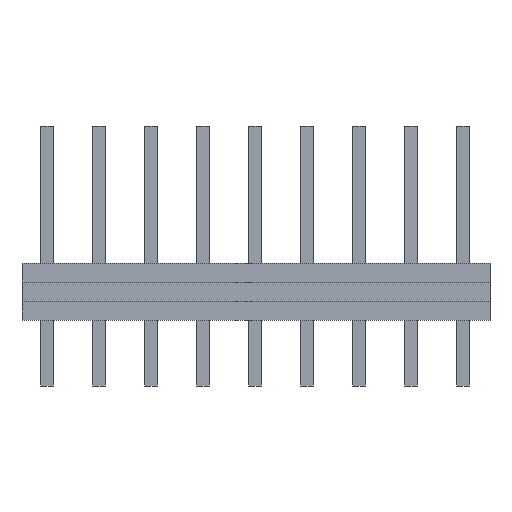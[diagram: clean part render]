
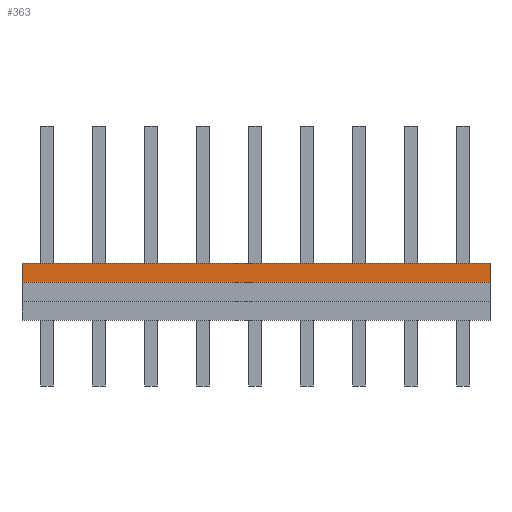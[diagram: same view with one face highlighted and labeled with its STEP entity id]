
A CAD part, front view. The second image highlights one B-rep face of the part: STEP entity #363.
In plain terms, the highlighted planar face has unit normal (0, -1, 0).
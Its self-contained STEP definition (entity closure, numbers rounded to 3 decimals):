
#21 = EDGE_CURVE('',#22,#24,#26,.T.);
#22 = VERTEX_POINT('',#23);
#23 = CARTESIAN_POINT('',(21.66,-1.25,2.8));
#24 = VERTEX_POINT('',#25);
#25 = CARTESIAN_POINT('',(-1.2,-1.25,2.8));
#26 = LINE('',#27,#28);
#27 = CARTESIAN_POINT('',(21.66,-1.25,2.8));
#28 = VECTOR('',#29,1.);
#29 = DIRECTION('',(-1.,0.,0.));
#363 = ADVANCED_FACE('',(#364),#389,.T.);
#364 = FACE_BOUND('',#365,.T.);
#365 = EDGE_LOOP('',(#366,#376,#382,#383));
#366 = ORIENTED_EDGE('',*,*,#367,.T.);
#367 = EDGE_CURVE('',#368,#370,#372,.T.);
#368 = VERTEX_POINT('',#369);
#369 = CARTESIAN_POINT('',(-1.2,-1.25,1.877));
#370 = VERTEX_POINT('',#371);
#371 = CARTESIAN_POINT('',(21.66,-1.25,1.877));
#372 = LINE('',#373,#374);
#373 = CARTESIAN_POINT('',(10.23,-1.25,1.877));
#374 = VECTOR('',#375,1.);
#375 = DIRECTION('',(1.,0.,0.));
#376 = ORIENTED_EDGE('',*,*,#377,.T.);
#377 = EDGE_CURVE('',#370,#22,#378,.T.);
#378 = LINE('',#379,#380);
#379 = CARTESIAN_POINT('',(21.66,-1.25,1.8));
#380 = VECTOR('',#381,1.);
#381 = DIRECTION('',(0.,0.,1.));
#382 = ORIENTED_EDGE('',*,*,#21,.T.);
#383 = ORIENTED_EDGE('',*,*,#384,.F.);
#384 = EDGE_CURVE('',#368,#24,#385,.T.);
#385 = LINE('',#386,#387);
#386 = CARTESIAN_POINT('',(-1.2,-1.25,1.8));
#387 = VECTOR('',#388,1.);
#388 = DIRECTION('',(0.,0.,1.));
#389 = PLANE('',#390);
#390 = AXIS2_PLACEMENT_3D('',#391,#392,#393);
#391 = CARTESIAN_POINT('',(-1.2,-1.25,2.8));
#392 = DIRECTION('',(0.,-1.,0.));
#393 = DIRECTION('',(0.,0.,-1.));
